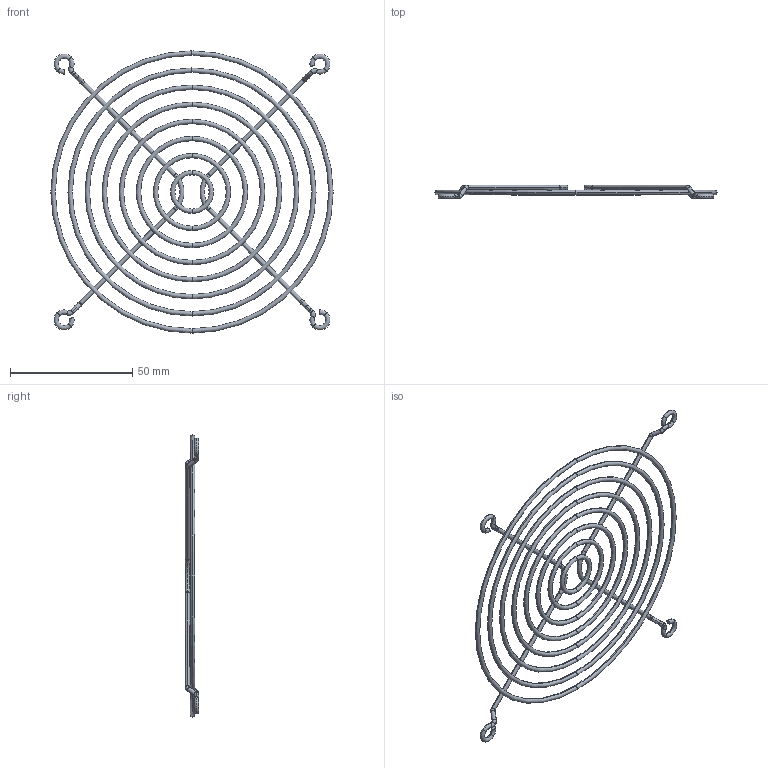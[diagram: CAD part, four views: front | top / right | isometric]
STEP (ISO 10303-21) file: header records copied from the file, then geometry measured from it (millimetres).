
FILE_DESCRIPTION(('FreeCAD Model'),'2;1');
FILE_NAME( 'G109-15 All Versions2.stp', '2019-11-15T15:48:57',('Author'),(''), 'Open CASCADE STEP processor 7.3','FreeCAD','Unknown');
FILE_SCHEMA(('AUTOMOTIVE_DESIGN { 1 0 10303 214 1 1 1 1 }'));
Length unit declared in the file: millimetre
Products named in the file (3): G109-15_A/B/SS; G109-15_RIB002; G109-15_RINGS
Assembly tree (3 placements, depth 2):
  G109-15_A/B/SS
    G109-15_RIB002  x2
    G109-15_RINGS
Bounding box: 115.6 x 5.5 x 115.6 mm (x, y, z)
Volume: 5038.2 mm3; surface area: 11206.1 mm2
Topology: 10 solids, 10 shells, 108 faces, 484 edges, 1404 vertices
Faces by surface type: torus 84, cylinder 20, plane 4
Entity records: 8447 total; most frequent: CARTESIAN_POINT 2126, DIRECTION 1234, AXIS2_PLACEMENT_3D 466, CIRCLE 396, LINE 298, VECTOR 298, ORIENTED_EDGE 292, PCURVE 292
